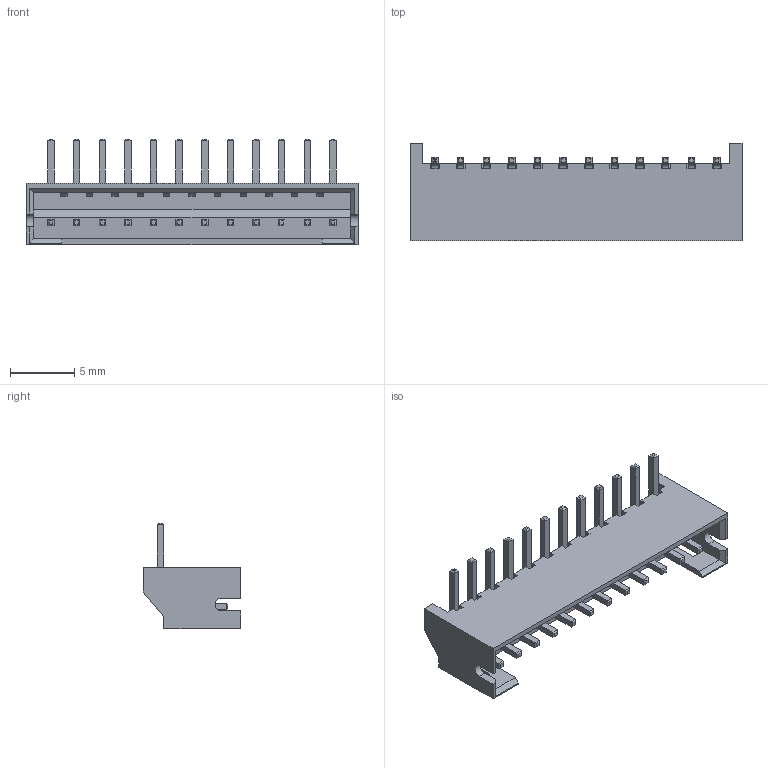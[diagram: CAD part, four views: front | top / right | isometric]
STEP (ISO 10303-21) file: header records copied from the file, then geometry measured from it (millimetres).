
FILE_DESCRIPTION (( 'STEP AP214' ), '1' );
FILE_NAME ('JST-S12B-PH-K-S.STEP', '2020-12-29T22:17:08', ( '' ), ( '' ), 'SwSTEP 2.0', 'SolidWorks 2020', '' );
FILE_SCHEMA (( 'AUTOMOTIVE_DESIGN' ));
Length unit declared in the file: millimetre
Products named in the file (1): JST-S12B-PH-K-S
Bounding box: 25.9 x 7.6 x 8.2 mm (x, y, z)
Volume: 332.3 mm3; surface area: 1016 mm2
Topology: 1 solids, 1 shells, 415 faces, 1024 edges, 632 vertices
Faces by surface type: plane 363, bspline 48, cylinder 4
Entity records: 17968 total; most frequent: CARTESIAN_POINT 3752, ORIENTED_EDGE 2048, DIRECTION 1816, EDGE_CURVE 1024, LINE 968, VECTOR 968, VERTEX_POINT 632, EDGE_LOOP 440
